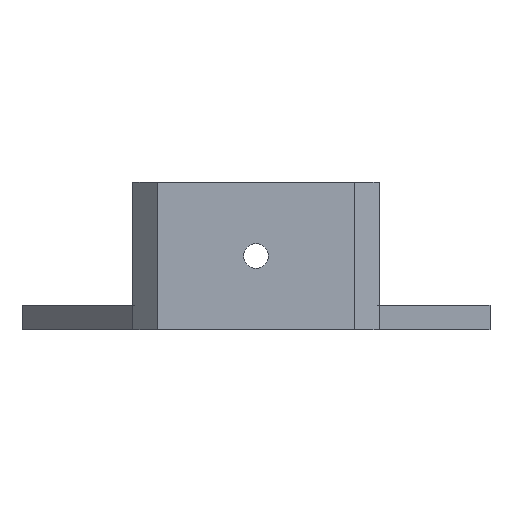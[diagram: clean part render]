
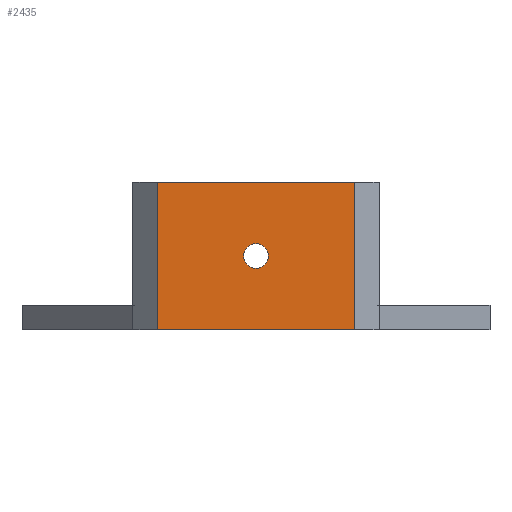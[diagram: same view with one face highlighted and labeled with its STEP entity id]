
A CAD part, front view. The second image highlights one B-rep face of the part: STEP entity #2435.
In plain terms, the highlighted planar face has unit normal (0, -1, 0).
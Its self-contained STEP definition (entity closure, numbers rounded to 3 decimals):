
#159 = PLANE('',#160);
#160 = AXIS2_PLACEMENT_3D('',#161,#162,#163);
#161 = CARTESIAN_POINT('',(20.,-50.,0.));
#162 = DIRECTION('',(-0.707,0.707,0.));
#163 = DIRECTION('',(0.707,0.707,0.));
#368 = PLANE('',#369);
#369 = AXIS2_PLACEMENT_3D('',#370,#371,#372);
#370 = CARTESIAN_POINT('',(-25.,-45.,0.));
#371 = DIRECTION('',(0.,0.,-1.));
#372 = DIRECTION('',(-1.,0.,0.));
#1436 = EDGE_CURVE('',#1437,#1439,#1441,.T.);
#1437 = VERTEX_POINT('',#1438);
#1438 = CARTESIAN_POINT('',(20.,-50.,0.));
#1439 = VERTEX_POINT('',#1440);
#1440 = CARTESIAN_POINT('',(20.,-50.,30.));
#1441 = SURFACE_CURVE('',#1442,(#1446,#1453),.PCURVE_S1.);
#1442 = LINE('',#1443,#1444);
#1443 = CARTESIAN_POINT('',(20.,-50.,0.));
#1444 = VECTOR('',#1445,1.);
#1445 = DIRECTION('',(0.,0.,1.));
#1446 = PCURVE('',#159,#1447);
#1447 = DEFINITIONAL_REPRESENTATION('',(#1448),#1452);
#1448 = LINE('',#1449,#1450);
#1449 = CARTESIAN_POINT('',(0.,0.));
#1450 = VECTOR('',#1451,1.);
#1451 = DIRECTION('',(0.,-1.));
#1452 = ( GEOMETRIC_REPRESENTATION_CONTEXT(2) 
PARAMETRIC_REPRESENTATION_CONTEXT() REPRESENTATION_CONTEXT('2D SPACE',''
  ) );
#1453 = PCURVE('',#1454,#1459);
#1454 = PLANE('',#1455);
#1455 = AXIS2_PLACEMENT_3D('',#1456,#1457,#1458);
#1456 = CARTESIAN_POINT('',(-20.,-50.,0.));
#1457 = DIRECTION('',(0.,1.,0.));
#1458 = DIRECTION('',(1.,0.,0.));
#1459 = DEFINITIONAL_REPRESENTATION('',(#1460),#1464);
#1460 = LINE('',#1461,#1462);
#1461 = CARTESIAN_POINT('',(40.,0.));
#1462 = VECTOR('',#1463,1.);
#1463 = DIRECTION('',(0.,-1.));
#1464 = ( GEOMETRIC_REPRESENTATION_CONTEXT(2) 
PARAMETRIC_REPRESENTATION_CONTEXT() REPRESENTATION_CONTEXT('2D SPACE',''
  ) );
#1482 = PLANE('',#1483);
#1483 = AXIS2_PLACEMENT_3D('',#1484,#1485,#1486);
#1484 = CARTESIAN_POINT('',(-25.,-45.,30.));
#1485 = DIRECTION('',(0.,0.,-1.));
#1486 = DIRECTION('',(-1.,0.,0.));
#1788 = PLANE('',#1789);
#1789 = AXIS2_PLACEMENT_3D('',#1790,#1791,#1792);
#1790 = CARTESIAN_POINT('',(-25.,-45.,0.));
#1791 = DIRECTION('',(0.707,0.707,0.));
#1792 = DIRECTION('',(0.707,-0.707,0.));
#1805 = VERTEX_POINT('',#1806);
#1806 = CARTESIAN_POINT('',(-20.,-50.,0.));
#1829 = EDGE_CURVE('',#1805,#1437,#1830,.T.);
#1830 = SURFACE_CURVE('',#1831,(#1835,#1842),.PCURVE_S1.);
#1831 = LINE('',#1832,#1833);
#1832 = CARTESIAN_POINT('',(-20.,-50.,0.));
#1833 = VECTOR('',#1834,1.);
#1834 = DIRECTION('',(1.,0.,0.));
#1835 = PCURVE('',#368,#1836);
#1836 = DEFINITIONAL_REPRESENTATION('',(#1837),#1841);
#1837 = LINE('',#1838,#1839);
#1838 = CARTESIAN_POINT('',(-5.,-5.));
#1839 = VECTOR('',#1840,1.);
#1840 = DIRECTION('',(-1.,0.));
#1841 = ( GEOMETRIC_REPRESENTATION_CONTEXT(2) 
PARAMETRIC_REPRESENTATION_CONTEXT() REPRESENTATION_CONTEXT('2D SPACE',''
  ) );
#1842 = PCURVE('',#1454,#1843);
#1843 = DEFINITIONAL_REPRESENTATION('',(#1844),#1848);
#1844 = LINE('',#1845,#1846);
#1845 = CARTESIAN_POINT('',(0.,0.));
#1846 = VECTOR('',#1847,1.);
#1847 = DIRECTION('',(1.,0.));
#1848 = ( GEOMETRIC_REPRESENTATION_CONTEXT(2) 
PARAMETRIC_REPRESENTATION_CONTEXT() REPRESENTATION_CONTEXT('2D SPACE',''
  ) );
#2402 = CYLINDRICAL_SURFACE('',#2403,2.5);
#2403 = AXIS2_PLACEMENT_3D('',#2404,#2405,#2406);
#2404 = CARTESIAN_POINT('',(0.,-51.,15.));
#2405 = DIRECTION('',(0.,-1.,0.));
#2406 = DIRECTION('',(1.,0.,0.));
#2435 = ADVANCED_FACE('',(#2436,#2494),#1454,.F.);
#2436 = FACE_BOUND('',#2437,.F.);
#2437 = EDGE_LOOP('',(#2438,#2468));
#2438 = ORIENTED_EDGE('',*,*,#2439,.T.);
#2439 = EDGE_CURVE('',#2440,#2442,#2444,.T.);
#2440 = VERTEX_POINT('',#2441);
#2441 = CARTESIAN_POINT('',(0.,-50.,12.5));
#2442 = VERTEX_POINT('',#2443);
#2443 = CARTESIAN_POINT('',(2.5,-50.,15.));
#2444 = SURFACE_CURVE('',#2445,(#2450,#2461),.PCURVE_S1.);
#2445 = CIRCLE('',#2446,2.5);
#2446 = AXIS2_PLACEMENT_3D('',#2447,#2448,#2449);
#2447 = CARTESIAN_POINT('',(0.,-50.,15.));
#2448 = DIRECTION('',(0.,-1.,0.));
#2449 = DIRECTION('',(0.,0.,-1.));
#2450 = PCURVE('',#1454,#2451);
#2451 = DEFINITIONAL_REPRESENTATION('',(#2452),#2460);
#2452 = ( BOUNDED_CURVE() B_SPLINE_CURVE(2,(#2453,#2454,#2455,#2456,
#2457,#2458,#2459),.UNSPECIFIED.,.T.,.F.) B_SPLINE_CURVE_WITH_KNOTS((1,2
    ,2,2,2,1),(-2.094,0.,2.094,4.189,
6.283,8.378),.UNSPECIFIED.) CURVE() 
GEOMETRIC_REPRESENTATION_ITEM() RATIONAL_B_SPLINE_CURVE((1.,0.5,1.,0.5,
1.,0.5,1.)) REPRESENTATION_ITEM('') );
#2453 = CARTESIAN_POINT('',(20.,-12.5));
#2454 = CARTESIAN_POINT('',(24.33,-12.5));
#2455 = CARTESIAN_POINT('',(22.165,-16.25));
#2456 = CARTESIAN_POINT('',(20.,-20.));
#2457 = CARTESIAN_POINT('',(17.835,-16.25));
#2458 = CARTESIAN_POINT('',(15.67,-12.5));
#2459 = CARTESIAN_POINT('',(20.,-12.5));
#2460 = ( GEOMETRIC_REPRESENTATION_CONTEXT(2) 
PARAMETRIC_REPRESENTATION_CONTEXT() REPRESENTATION_CONTEXT('2D SPACE',''
  ) );
#2461 = PCURVE('',#2402,#2462);
#2462 = DEFINITIONAL_REPRESENTATION('',(#2463),#2467);
#2463 = LINE('',#2464,#2465);
#2464 = CARTESIAN_POINT('',(4.712,-1.));
#2465 = VECTOR('',#2466,1.);
#2466 = DIRECTION('',(1.,0.));
#2467 = ( GEOMETRIC_REPRESENTATION_CONTEXT(2) 
PARAMETRIC_REPRESENTATION_CONTEXT() REPRESENTATION_CONTEXT('2D SPACE',''
  ) );
#2468 = ORIENTED_EDGE('',*,*,#2469,.T.);
#2469 = EDGE_CURVE('',#2442,#2440,#2470,.T.);
#2470 = SURFACE_CURVE('',#2471,(#2476,#2487),.PCURVE_S1.);
#2471 = CIRCLE('',#2472,2.5);
#2472 = AXIS2_PLACEMENT_3D('',#2473,#2474,#2475);
#2473 = CARTESIAN_POINT('',(0.,-50.,15.));
#2474 = DIRECTION('',(0.,-1.,0.));
#2475 = DIRECTION('',(0.,0.,-1.));
#2476 = PCURVE('',#1454,#2477);
#2477 = DEFINITIONAL_REPRESENTATION('',(#2478),#2486);
#2478 = ( BOUNDED_CURVE() B_SPLINE_CURVE(2,(#2479,#2480,#2481,#2482,
#2483,#2484,#2485),.UNSPECIFIED.,.T.,.F.) B_SPLINE_CURVE_WITH_KNOTS((1,2
    ,2,2,2,1),(-2.094,0.,2.094,4.189,
6.283,8.378),.UNSPECIFIED.) CURVE() 
GEOMETRIC_REPRESENTATION_ITEM() RATIONAL_B_SPLINE_CURVE((1.,0.5,1.,0.5,
1.,0.5,1.)) REPRESENTATION_ITEM('') );
#2479 = CARTESIAN_POINT('',(20.,-12.5));
#2480 = CARTESIAN_POINT('',(24.33,-12.5));
#2481 = CARTESIAN_POINT('',(22.165,-16.25));
#2482 = CARTESIAN_POINT('',(20.,-20.));
#2483 = CARTESIAN_POINT('',(17.835,-16.25));
#2484 = CARTESIAN_POINT('',(15.67,-12.5));
#2485 = CARTESIAN_POINT('',(20.,-12.5));
#2486 = ( GEOMETRIC_REPRESENTATION_CONTEXT(2) 
PARAMETRIC_REPRESENTATION_CONTEXT() REPRESENTATION_CONTEXT('2D SPACE',''
  ) );
#2487 = PCURVE('',#2402,#2488);
#2488 = DEFINITIONAL_REPRESENTATION('',(#2489),#2493);
#2489 = LINE('',#2490,#2491);
#2490 = CARTESIAN_POINT('',(-1.571,-1.));
#2491 = VECTOR('',#2492,1.);
#2492 = DIRECTION('',(1.,0.));
#2493 = ( GEOMETRIC_REPRESENTATION_CONTEXT(2) 
PARAMETRIC_REPRESENTATION_CONTEXT() REPRESENTATION_CONTEXT('2D SPACE',''
  ) );
#2494 = FACE_BOUND('',#2495,.F.);
#2495 = EDGE_LOOP('',(#2496,#2519,#2540,#2541));
#2496 = ORIENTED_EDGE('',*,*,#2497,.T.);
#2497 = EDGE_CURVE('',#1805,#2498,#2500,.T.);
#2498 = VERTEX_POINT('',#2499);
#2499 = CARTESIAN_POINT('',(-20.,-50.,30.));
#2500 = SURFACE_CURVE('',#2501,(#2505,#2512),.PCURVE_S1.);
#2501 = LINE('',#2502,#2503);
#2502 = CARTESIAN_POINT('',(-20.,-50.,0.));
#2503 = VECTOR('',#2504,1.);
#2504 = DIRECTION('',(0.,0.,1.));
#2505 = PCURVE('',#1454,#2506);
#2506 = DEFINITIONAL_REPRESENTATION('',(#2507),#2511);
#2507 = LINE('',#2508,#2509);
#2508 = CARTESIAN_POINT('',(0.,0.));
#2509 = VECTOR('',#2510,1.);
#2510 = DIRECTION('',(0.,-1.));
#2511 = ( GEOMETRIC_REPRESENTATION_CONTEXT(2) 
PARAMETRIC_REPRESENTATION_CONTEXT() REPRESENTATION_CONTEXT('2D SPACE',''
  ) );
#2512 = PCURVE('',#1788,#2513);
#2513 = DEFINITIONAL_REPRESENTATION('',(#2514),#2518);
#2514 = LINE('',#2515,#2516);
#2515 = CARTESIAN_POINT('',(7.071,0.));
#2516 = VECTOR('',#2517,1.);
#2517 = DIRECTION('',(0.,-1.));
#2518 = ( GEOMETRIC_REPRESENTATION_CONTEXT(2) 
PARAMETRIC_REPRESENTATION_CONTEXT() REPRESENTATION_CONTEXT('2D SPACE',''
  ) );
#2519 = ORIENTED_EDGE('',*,*,#2520,.T.);
#2520 = EDGE_CURVE('',#2498,#1439,#2521,.T.);
#2521 = SURFACE_CURVE('',#2522,(#2526,#2533),.PCURVE_S1.);
#2522 = LINE('',#2523,#2524);
#2523 = CARTESIAN_POINT('',(-20.,-50.,30.));
#2524 = VECTOR('',#2525,1.);
#2525 = DIRECTION('',(1.,0.,0.));
#2526 = PCURVE('',#1454,#2527);
#2527 = DEFINITIONAL_REPRESENTATION('',(#2528),#2532);
#2528 = LINE('',#2529,#2530);
#2529 = CARTESIAN_POINT('',(0.,-30.));
#2530 = VECTOR('',#2531,1.);
#2531 = DIRECTION('',(1.,0.));
#2532 = ( GEOMETRIC_REPRESENTATION_CONTEXT(2) 
PARAMETRIC_REPRESENTATION_CONTEXT() REPRESENTATION_CONTEXT('2D SPACE',''
  ) );
#2533 = PCURVE('',#1482,#2534);
#2534 = DEFINITIONAL_REPRESENTATION('',(#2535),#2539);
#2535 = LINE('',#2536,#2537);
#2536 = CARTESIAN_POINT('',(-5.,-5.));
#2537 = VECTOR('',#2538,1.);
#2538 = DIRECTION('',(-1.,0.));
#2539 = ( GEOMETRIC_REPRESENTATION_CONTEXT(2) 
PARAMETRIC_REPRESENTATION_CONTEXT() REPRESENTATION_CONTEXT('2D SPACE',''
  ) );
#2540 = ORIENTED_EDGE('',*,*,#1436,.F.);
#2541 = ORIENTED_EDGE('',*,*,#1829,.F.);
